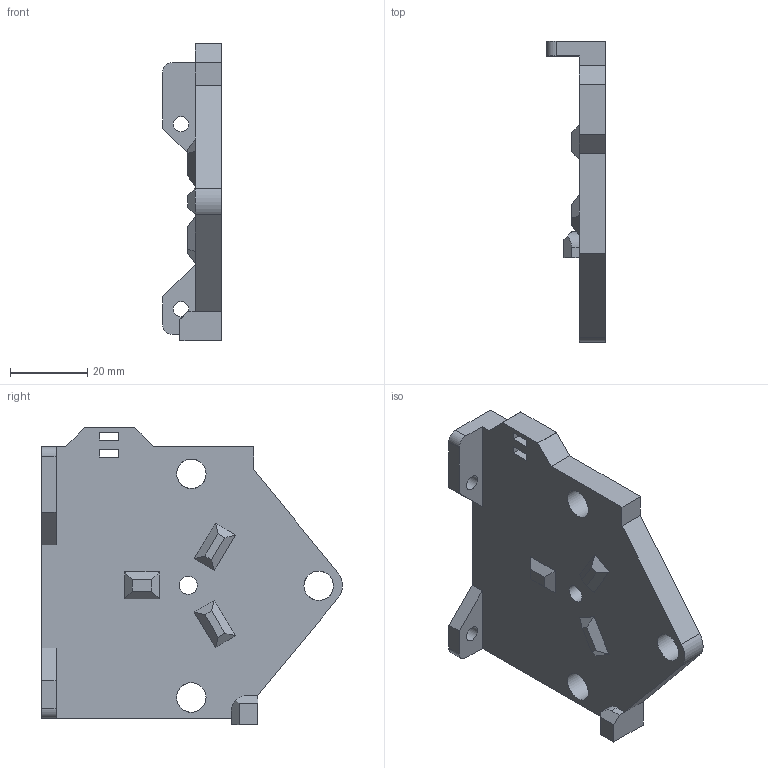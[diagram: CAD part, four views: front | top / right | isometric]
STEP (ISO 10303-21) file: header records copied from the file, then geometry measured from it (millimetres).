
FILE_DESCRIPTION(('FreeCAD Model'),'2;1');
FILE_NAME('mini_aerodapter.step','2018-09-12T09:28:42',('Author'),(''), 'Open CASCADE STEP processor 6.9','FreeCAD','Unknown');
FILE_SCHEMA(('AUTOMOTIVE_DESIGN { 1 0 10303 214 1 1 1 1 }'));
Length unit declared in the file: millimetre
Products named in the file (1): Pad010006
Bounding box: 15.25 x 78.03 x 77.07 mm (x, y, z)
Volume: 30031.1 mm3; surface area: 13265.1 mm2
Topology: 1 solids, 1 shells, 93 faces, 238 edges, 153 vertices
Faces by surface type: plane 73, cylinder 13, bspline 7
Full cylindrical faces by diameter (mm): 4 x2, 4.7 x1, 7.646 x3, 8 x3
Entity records: 6394 total; most frequent: CARTESIAN_POINT 1670, DIRECTION 816, LINE 575, VECTOR 575, ORIENTED_EDGE 476, PCURVE 476, DEFINITIONAL_REPRESENTATION 476, EDGE_CURVE 238
